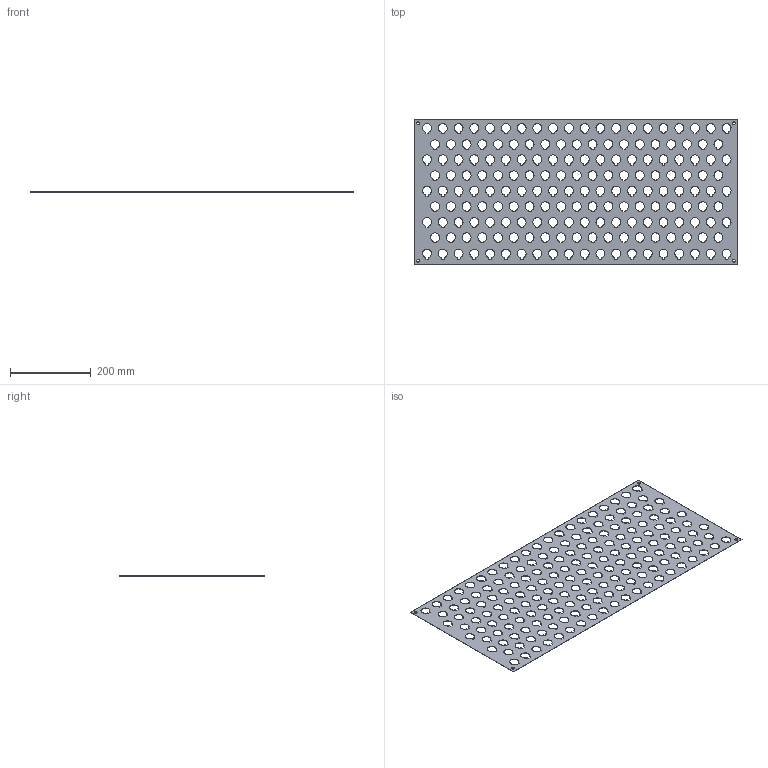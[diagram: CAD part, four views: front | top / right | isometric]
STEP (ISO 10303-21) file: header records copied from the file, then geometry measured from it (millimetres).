
FILE_DESCRIPTION(/* description */ ('','CAx-IF Rec.Pracs.---Representation and Presentation of Product Manufacturing Information (PMI)---4.0---2014-10-13'),/* implementation_level */ '2;1');
FILE_NAME(/* name */ 'Ball Marker Cutout.step',/* time_stamp */ '2025-04-07T10:49:23-07:00',/* author */ (''),/* organization */ (''),/* preprocessor_version */ 'ST-DEVELOPER v20',/* originating_system */ 'Autodesk Translation Framework v13.20.0.188',/* authorisation */ '');
FILE_SCHEMA (('AP242_MANAGED_MODEL_BASED_3D_ENGINEERING_MIM_LF { 1 0 10303 442 1 1 4 }'));
Length unit declared in the file: millimetre
Products named in the file (1): Cutout
Bounding box: 800 x 360 x 0.76 mm (x, y, z)
Volume: 164405.5 mm3; surface area: 444536.8 mm2
Topology: 1 solids, 1 shells, 1418 faces, 4248 edges, 2832 vertices
Faces by surface type: cylinder 884, plane 534
Full cylindrical faces by diameter (mm): 6.6 x4
Entity records: 49273 total; most frequent: DIRECTION 8854, CARTESIAN_POINT 8499, ORIENTED_EDGE 8496, EDGE_CURVE 4248, AXIS2_PLACEMENT_3D 3187, VERTEX_POINT 2832, LINE 2480, VECTOR 2480
